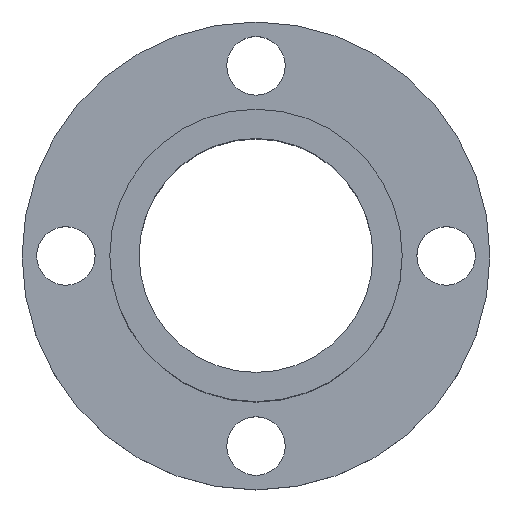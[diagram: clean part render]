
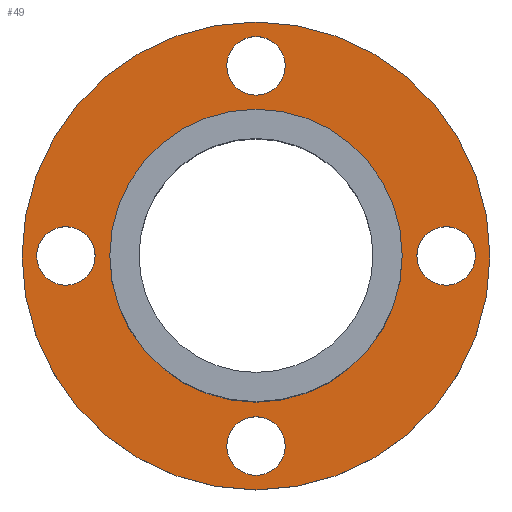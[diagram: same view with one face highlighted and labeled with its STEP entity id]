
A CAD part, top view. The second image highlights one B-rep face of the part: STEP entity #49.
In plain terms, the highlighted planar face has unit normal (0, 0, 1).
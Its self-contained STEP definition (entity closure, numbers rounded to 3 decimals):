
#49=ADVANCED_FACE('',(#67,#69,#71,#73,#75,#77),#79,.T.);
#67=FACE_BOUND('',#68,.T.);
#68=EDGE_LOOP('',(#166));
#69=FACE_BOUND('',#70,.T.);
#70=EDGE_LOOP('',(#167));
#71=FACE_BOUND('',#72,.T.);
#72=EDGE_LOOP('',(#168));
#73=FACE_BOUND('',#74,.T.);
#74=EDGE_LOOP('',(#169));
#75=FACE_BOUND('',#76,.T.);
#76=EDGE_LOOP('',(#170));
#77=FACE_BOUND('',#78,.T.);
#78=EDGE_LOOP('',(#171));
#79=PLANE('',#80);
#80=AXIS2_PLACEMENT_3D('',#81,#82,#83);
#81=CARTESIAN_POINT('',(0.,0.,3.));
#82=DIRECTION('',(0.,0.,1.));
#83=DIRECTION('',(-1.,0.,0.));
#166=ORIENTED_EDGE('',*,*,#194,.T.);
#167=ORIENTED_EDGE('',*,*,#195,.F.);
#168=ORIENTED_EDGE('',*,*,#196,.T.);
#169=ORIENTED_EDGE('',*,*,#197,.T.);
#170=ORIENTED_EDGE('',*,*,#198,.T.);
#171=ORIENTED_EDGE('',*,*,#199,.T.);
#194=EDGE_CURVE('',#210,#210,#211,.T.);
#195=EDGE_CURVE('',#212,#212,#213,.T.);
#196=EDGE_CURVE('',#214,#214,#215,.F.);
#197=EDGE_CURVE('',#216,#216,#217,.F.);
#198=EDGE_CURVE('',#218,#218,#219,.F.);
#199=EDGE_CURVE('',#220,#220,#221,.F.);
#210=VERTEX_POINT('',#244);
#211=CIRCLE('',#245,16.);
#212=VERTEX_POINT('',#249);
#213=CIRCLE('',#250,10.);
#214=VERTEX_POINT('',#254);
#215=CIRCLE('',#255,2.);
#216=VERTEX_POINT('',#259);
#217=CIRCLE('',#260,2.);
#218=VERTEX_POINT('',#264);
#219=CIRCLE('',#265,2.);
#220=VERTEX_POINT('',#269);
#221=CIRCLE('',#270,2.);
#244=CARTESIAN_POINT('',(-16.,0.,3.));
#245=AXIS2_PLACEMENT_3D('',#246,#247,#248);
#246=CARTESIAN_POINT('',(0.,0.,3.));
#247=DIRECTION('',(0.,0.,1.));
#248=DIRECTION('',(-1.,0.,0.));
#249=CARTESIAN_POINT('',(-10.,0.,3.));
#250=AXIS2_PLACEMENT_3D('',#251,#252,#253);
#251=CARTESIAN_POINT('',(0.,0.,3.));
#252=DIRECTION('',(0.,0.,1.));
#253=DIRECTION('',(-1.,0.,0.));
#254=CARTESIAN_POINT('',(-2.,13.,3.));
#255=AXIS2_PLACEMENT_3D('',#256,#257,#258);
#256=CARTESIAN_POINT('',(0.,13.,3.));
#257=DIRECTION('',(0.,0.,1.));
#258=DIRECTION('',(-1.,0.,0.));
#259=CARTESIAN_POINT('',(11.,0.,3.));
#260=AXIS2_PLACEMENT_3D('',#261,#262,#263);
#261=CARTESIAN_POINT('',(13.,0.,3.));
#262=DIRECTION('',(0.,0.,1.));
#263=DIRECTION('',(-1.,0.,0.));
#264=CARTESIAN_POINT('',(-2.,-13.,3.));
#265=AXIS2_PLACEMENT_3D('',#266,#267,#268);
#266=CARTESIAN_POINT('',(0.,-13.,3.));
#267=DIRECTION('',(0.,0.,1.));
#268=DIRECTION('',(-1.,0.,0.));
#269=CARTESIAN_POINT('',(-15.,0.,3.));
#270=AXIS2_PLACEMENT_3D('',#271,#272,#273);
#271=CARTESIAN_POINT('',(-13.,0.,3.));
#272=DIRECTION('',(0.,0.,1.));
#273=DIRECTION('',(-1.,0.,0.));
